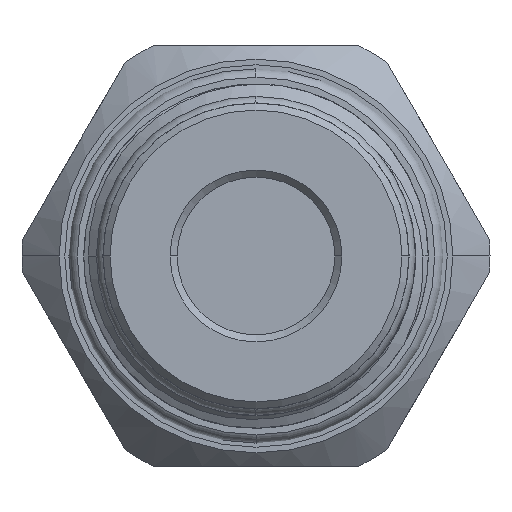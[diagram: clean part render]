
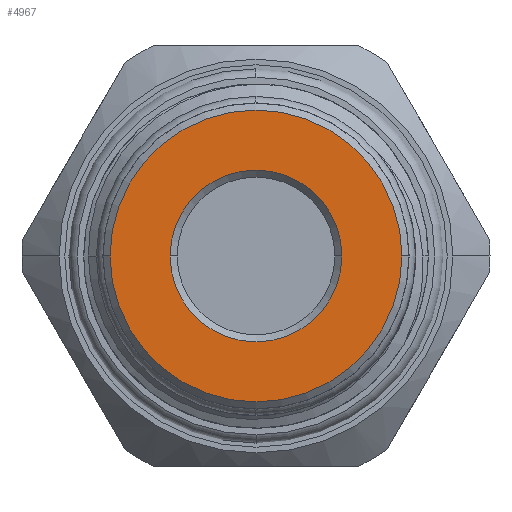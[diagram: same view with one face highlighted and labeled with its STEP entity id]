
A CAD part, left-side view. The second image highlights one B-rep face of the part: STEP entity #4967.
In plain terms, the highlighted planar face has unit normal (-1, 0, 0).
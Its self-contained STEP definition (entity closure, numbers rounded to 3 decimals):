
#494 = ORIENTED_EDGE ( 'NONE', *, *, #12557, .T. ) ;
#1235 = CARTESIAN_POINT ( 'NONE',  ( -73.054, -4.9, 0. ) ) ;
#1323 = VERTEX_POINT ( 'NONE', #9510 ) ;
#1536 = FACE_BOUND ( 'NONE', #7114, .T. ) ;
#1559 = DIRECTION ( 'NONE',  ( -1., 0., 0. ) ) ;
#1924 = CIRCLE ( 'NONE', #1998, 4.9 ) ;
#1998 = AXIS2_PLACEMENT_3D ( 'NONE', #2442, #6045, #11562 ) ;
#2203 = ORIENTED_EDGE ( 'NONE', *, *, #5672, .T. ) ;
#2215 = VERTEX_POINT ( 'NONE', #13840 ) ;
#2442 = CARTESIAN_POINT ( 'NONE',  ( -73.054, 0., 0. ) ) ;
#3253 = EDGE_CURVE ( 'NONE', #1323, #2215, #5334, .T. ) ;
#3576 = ORIENTED_EDGE ( 'NONE', *, *, #4799, .T. ) ;
#3794 = DIRECTION ( 'NONE',  ( 0., 1., 0. ) ) ;
#4337 = PLANE ( 'NONE',  #9175 ) ;
#4799 = EDGE_CURVE ( 'NONE', #13028, #9843, #9823, .T. ) ;
#4967 = ADVANCED_FACE ( 'NONE', ( #1536, #6007 ), #4337, .F. ) ;
#5334 = CIRCLE ( 'NONE', #13759, 8.325 ) ;
#5672 = EDGE_CURVE ( 'NONE', #9843, #13028, #1924, .T. ) ;
#6007 = FACE_OUTER_BOUND ( 'NONE', #9110, .T. ) ;
#6029 = CARTESIAN_POINT ( 'NONE',  ( -73.054, 0., 0. ) ) ;
#6045 = DIRECTION ( 'NONE',  ( 1., 0., 0. ) ) ;
#6119 = DIRECTION ( 'NONE',  ( -1., 0., 0. ) ) ;
#6367 = CARTESIAN_POINT ( 'NONE',  ( -73.054, 0., 0. ) ) ;
#7114 = EDGE_LOOP ( 'NONE', ( #2203, #3576 ) ) ;
#7787 = AXIS2_PLACEMENT_3D ( 'NONE', #6367, #12909, #14053 ) ;
#9110 = EDGE_LOOP ( 'NONE', ( #14243, #494 ) ) ;
#9175 = AXIS2_PLACEMENT_3D ( 'NONE', #14239, #13291, #12133 ) ;
#9510 = CARTESIAN_POINT ( 'NONE',  ( -73.054, -8.325, 0. ) ) ;
#9823 = CIRCLE ( 'NONE', #7787, 4.9 ) ;
#9843 = VERTEX_POINT ( 'NONE', #13345 ) ;
#11562 = DIRECTION ( 'NONE',  ( 0., -1., 0. ) ) ;
#11739 = DIRECTION ( 'NONE',  ( 0., 1., 0. ) ) ;
#12133 = DIRECTION ( 'NONE',  ( 0., -1., 0. ) ) ;
#12557 = EDGE_CURVE ( 'NONE', #2215, #1323, #13878, .T. ) ;
#12909 = DIRECTION ( 'NONE',  ( 1., 0., 0. ) ) ;
#13028 = VERTEX_POINT ( 'NONE', #1235 ) ;
#13081 = AXIS2_PLACEMENT_3D ( 'NONE', #6029, #1559, #3794 ) ;
#13291 = DIRECTION ( 'NONE',  ( 1., 0., 0. ) ) ;
#13345 = CARTESIAN_POINT ( 'NONE',  ( -73.054, 4.9, 0. ) ) ;
#13759 = AXIS2_PLACEMENT_3D ( 'NONE', #13811, #6119, #11739 ) ;
#13811 = CARTESIAN_POINT ( 'NONE',  ( -73.054, 0., 0. ) ) ;
#13840 = CARTESIAN_POINT ( 'NONE',  ( -73.054, 8.325, 0. ) ) ;
#13878 = CIRCLE ( 'NONE', #13081, 8.325 ) ;
#14053 = DIRECTION ( 'NONE',  ( 0., -1., 0. ) ) ;
#14239 = CARTESIAN_POINT ( 'NONE',  ( -73.054, 0., 0. ) ) ;
#14243 = ORIENTED_EDGE ( 'NONE', *, *, #3253, .T. ) ;
